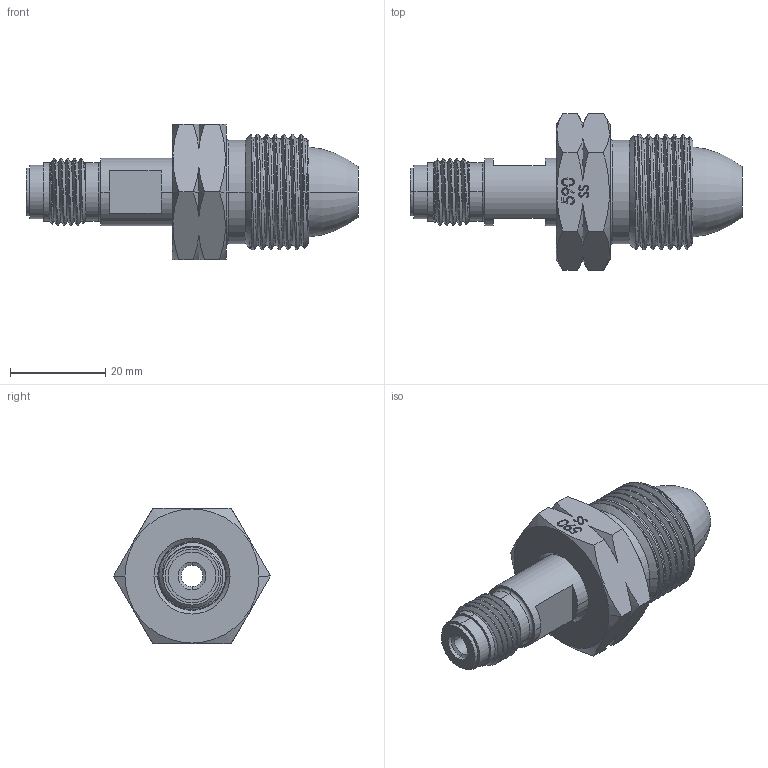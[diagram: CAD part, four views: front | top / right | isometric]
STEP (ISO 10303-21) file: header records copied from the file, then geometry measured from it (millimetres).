
FILE_DESCRIPTION (( 'STEP AP203' ), '1' );
FILE_NAME ('INL-590SS-4MFS-44.STEP', '2025-01-09T14:53:01', ( '' ), ( '' ), 'SwSTEP 2.0', 'SolidWorks 2018', '' );
FILE_SCHEMA (( 'CONFIG_CONTROL_DESIGN' ));
Length unit declared in the file: inch
Products named in the file (1): INL-590SS-4MFS-44
Bounding box: 69.85 x 33 x 28.57 mm (x, y, z)
Volume: 19965.9 mm3; surface area: 9949.1 mm2
Topology: 2 solids, 2 shells, 193 faces, 498 edges, 321 vertices
Faces by surface type: bspline 62, cylinder 42, plane 41, cone 38, torus 10
Entity records: 15544 total; most frequent: CARTESIAN_POINT 11313, ORIENTED_EDGE 996, DIRECTION 641, EDGE_CURVE 498, VERTEX_POINT 321, AXIS2_PLACEMENT_3D 229, EDGE_LOOP 209, B_SPLINE_CURVE_WITH_KNOTS 197
